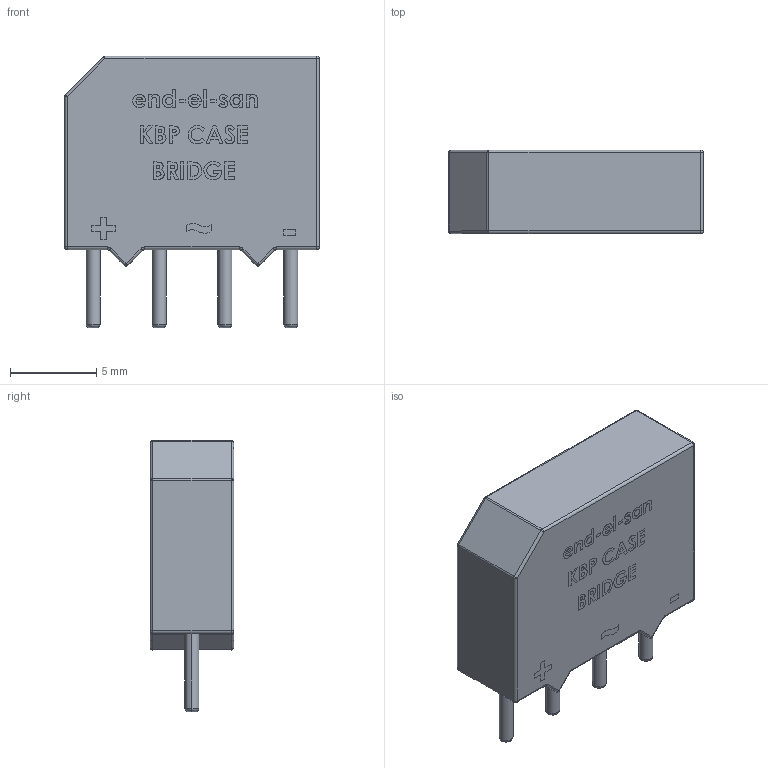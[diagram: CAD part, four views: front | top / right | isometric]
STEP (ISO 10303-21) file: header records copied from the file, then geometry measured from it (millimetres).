
FILE_DESCRIPTION(('FreeCAD Model'),'2;1');
FILE_NAME('User Library-KBP.step','2018-05-09T21:40:13',('kicad StepUp'),('ksu MCAD'), 'Open CASCADE STEP processor 7.2','FreeCAD','Unknown');
FILE_SCHEMA(('AUTOMOTIVE_DESIGN { 1 0 10303 214 1 1 1 1 }'));
Length unit declared in the file: millimetre
Products named in the file (1): User_Library-KBP
Bounding box: 14.73 x 4.83 x 15.69 mm (x, y, z)
Volume: 800.4 mm3; surface area: 616.4 mm2
Topology: 1 solids, 1 shells, 126 faces, 495 edges, 399 vertices
Faces by surface type: plane 55, cylinder 41, torus 16, sphere 14
Entity records: 7883 total; most frequent: CARTESIAN_POINT 2887, ORIENTED_EDGE 962, DIRECTION 709, EDGE_CURVE 481, VERTEX_POINT 399, LINE 243, VECTOR 243, AXIS2_PLACEMENT_3D 233
